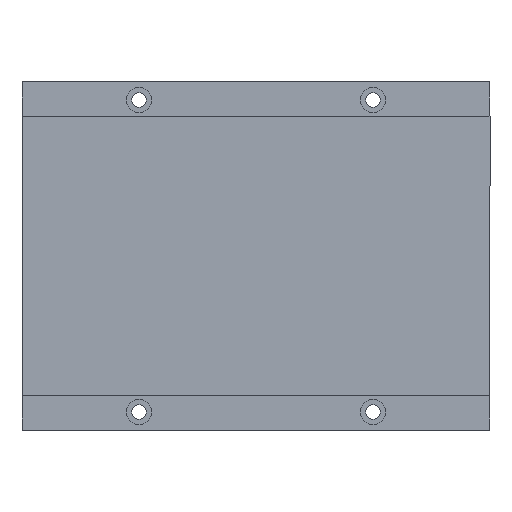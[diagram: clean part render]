
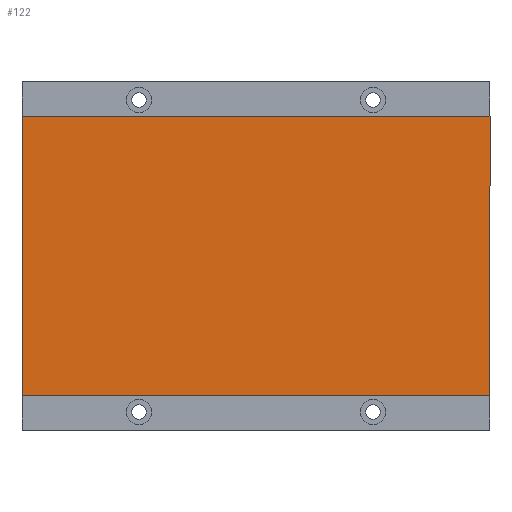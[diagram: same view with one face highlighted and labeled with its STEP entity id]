
A CAD part, top view. The second image highlights one B-rep face of the part: STEP entity #122.
In plain terms, the highlighted planar face has unit normal (0, 0, 1).
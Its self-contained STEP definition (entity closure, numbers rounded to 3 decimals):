
#25 = CARTESIAN_POINT ( 'NONE',  ( -84., 50.2, 10.7 ) ) ;
#34 = EDGE_CURVE ( 'NONE', #163, #944, #863, .T. ) ;
#53 = ORIENTED_EDGE ( 'NONE', *, *, #153, .T. ) ;
#83 = EDGE_CURVE ( 'NONE', #944, #706, #88, .T. ) ;
#88 = LINE ( 'NONE', #394, #700 ) ;
#122 = ADVANCED_FACE ( 'NONE', ( #715 ), #956, .T. ) ;
#153 = EDGE_CURVE ( 'NONE', #706, #811, #182, .T. ) ;
#157 = VECTOR ( 'NONE', #615, 1000. ) ;
#160 = AXIS2_PLACEMENT_3D ( 'NONE', #485, #274, #946 ) ;
#163 = VERTEX_POINT ( 'NONE', #941 ) ;
#182 = LINE ( 'NONE', #798, #623 ) ;
#257 = DIRECTION ( 'NONE',  ( 0., -1., 0. ) ) ;
#271 = VECTOR ( 'NONE', #985, 1000. ) ;
#274 = DIRECTION ( 'NONE',  ( 0., 0., 1. ) ) ;
#344 = EDGE_CURVE ( 'NONE', #811, #163, #889, .T. ) ;
#349 = ORIENTED_EDGE ( 'NONE', *, *, #34, .T. ) ;
#366 = ORIENTED_EDGE ( 'NONE', *, *, #344, .T. ) ;
#376 = CARTESIAN_POINT ( 'NONE',  ( -84., -50.2, 10.7 ) ) ;
#394 = CARTESIAN_POINT ( 'NONE',  ( -84., 50.2, 10.7 ) ) ;
#467 = ORIENTED_EDGE ( 'NONE', *, *, #83, .T. ) ;
#485 = CARTESIAN_POINT ( 'NONE',  ( 0., 0., 10.7 ) ) ;
#615 = DIRECTION ( 'NONE',  ( 0., 1., 0. ) ) ;
#623 = VECTOR ( 'NONE', #257, 1000. ) ;
#625 = CARTESIAN_POINT ( 'NONE',  ( 84., 50.2, 10.7 ) ) ;
#700 = VECTOR ( 'NONE', #722, 1000. ) ;
#706 = VERTEX_POINT ( 'NONE', #25 ) ;
#715 = FACE_OUTER_BOUND ( 'NONE', #781, .T. ) ;
#722 = DIRECTION ( 'NONE',  ( -1., 0., 0. ) ) ;
#781 = EDGE_LOOP ( 'NONE', ( #349, #467, #53, #366 ) ) ;
#798 = CARTESIAN_POINT ( 'NONE',  ( -84., 50.2, 10.7 ) ) ;
#811 = VERTEX_POINT ( 'NONE', #840 ) ;
#826 = CARTESIAN_POINT ( 'NONE',  ( 84., 50.2, 10.7 ) ) ;
#840 = CARTESIAN_POINT ( 'NONE',  ( -84., -50.2, 10.7 ) ) ;
#863 = LINE ( 'NONE', #625, #157 ) ;
#889 = LINE ( 'NONE', #376, #271 ) ;
#941 = CARTESIAN_POINT ( 'NONE',  ( 84., -50.2, 10.7 ) ) ;
#944 = VERTEX_POINT ( 'NONE', #826 ) ;
#946 = DIRECTION ( 'NONE',  ( 1., 0., 0. ) ) ;
#956 = PLANE ( 'NONE',  #160 ) ;
#985 = DIRECTION ( 'NONE',  ( 1., 0., 0. ) ) ;
